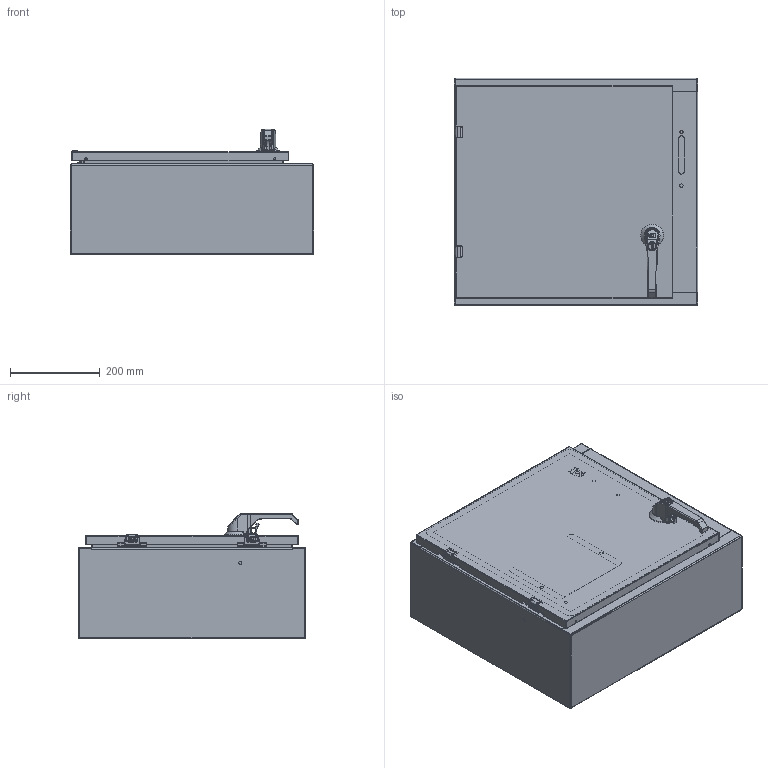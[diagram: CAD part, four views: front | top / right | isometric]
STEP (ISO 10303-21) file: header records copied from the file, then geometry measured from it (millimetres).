
FILE_DESCRIPTION (( 'STEP AP214' ), '1' );
FILE_NAME ('SCE-20XEL2108SS6LP.STEP', '2023-04-04T18:36:22', ( '' ), ( '' ), 'SwSTEP 2.0', 'SolidWorks 2021', '' );
FILE_SCHEMA (( 'AUTOMOTIVE_DESIGN' ));
Length unit declared in the file: inch
Products named in the file (1): SCE-20XEL2108SS6LP
Bounding box: 542.92 x 508 x 280.45 mm (x, y, z)
Volume: 2983510.9 mm3; surface area: 2807509 mm2
Topology: 67 solids, 67 shells, 4458 faces, 11649 edges, 7330 vertices
Faces by surface type: plane 1625, cylinder 1197, bspline 897, cone 388, torus 244, sphere 107
Full cylindrical faces by diameter (mm): 1.016 x2, 2 x1, 3.454 x2, 3.5 x2, 3.978 x2, 4.134 x5, 4.293 x2, 4.318 x8, 4.369 x4, 4.5 x2, 4.775 x4, 4.978 x8, 5 x28, 5.182 x4, 5.207 x4, 5.232 x4, 5.5 x1, 5.537 x2, 6.096 x4, 6.198 x5, 6.299 x7, 6.35 x6, 6.363 x3, 6.756 x5, 7 x1, 7.137 x4, 8.095 x5, 8.2 x2, 8.433 x4, 8.544 x1
Entity records: 198149 total; most frequent: CARTESIAN_POINT 100421, ORIENTED_EDGE 21890, DIRECTION 16954, EDGE_CURVE 10945, VERTEX_POINT 7109, AXIS2_PLACEMENT_3D 6254, EDGE_LOOP 5106, FACE_OUTER_BOUND 4739
